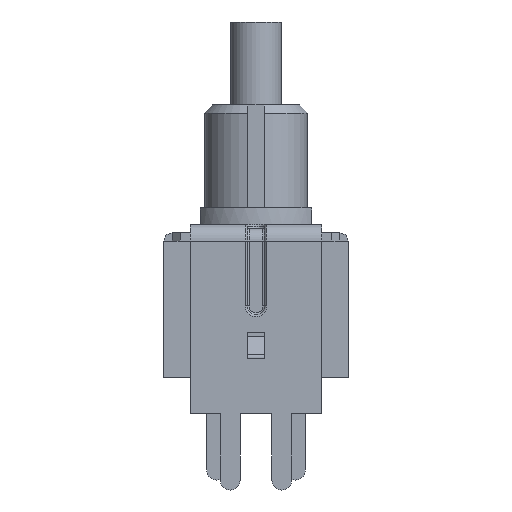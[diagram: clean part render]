
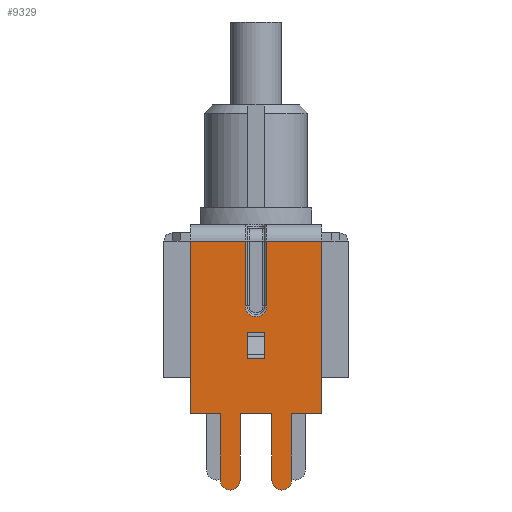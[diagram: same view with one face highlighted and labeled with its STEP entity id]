
A CAD part, left-side view. The second image highlights one B-rep face of the part: STEP entity #9329.
In plain terms, the highlighted planar face has unit normal (-1, 0, 0).
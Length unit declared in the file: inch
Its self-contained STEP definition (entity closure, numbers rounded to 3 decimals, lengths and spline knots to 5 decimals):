
#128=FACE_BOUND('',#1869,.T.);
#572=CIRCLE('',#10064,0.02402);
#574=CIRCLE('',#10069,0.02402);
#624=CIRCLE('',#10160,0.02638);
#1309=FACE_OUTER_BOUND('',#1868,.T.);
#1868=EDGE_LOOP('',(#8372,#8373,#8374,#8375,#8376,#8377,#8378,#8379,#8380,
#8381,#8382,#8383,#8384,#8385,#8386,#8387));
#1869=EDGE_LOOP('',(#8388,#8389,#8390,#8391));
#2581=LINE('',#15820,#3454);
#2593=LINE('',#15843,#3466);
#2596=LINE('',#15849,#3469);
#2599=LINE('',#15855,#3472);
#2618=LINE('',#15893,#3491);
#2635=LINE('',#15934,#3508);
#2698=LINE('',#16199,#3571);
#2700=LINE('',#16204,#3573);
#2706=LINE('',#16220,#3579);
#2708=LINE('',#16225,#3581);
#2711=LINE('',#16229,#3584);
#2713=LINE('',#16232,#3586);
#2714=LINE('',#16234,#3587);
#2728=LINE('',#16289,#3601);
#2751=LINE('',#16399,#3624);
#2752=LINE('',#16402,#3625);
#2753=LINE('',#16410,#3626);
#3454=VECTOR('',#11939,0.3937);
#3466=VECTOR('',#11961,0.3937);
#3469=VECTOR('',#11966,0.3937);
#3472=VECTOR('',#11973,0.3937);
#3491=VECTOR('',#12010,0.3937);
#3508=VECTOR('',#12039,0.3937);
#3571=VECTOR('',#12366,0.3937);
#3573=VECTOR('',#12370,0.3937);
#3579=VECTOR('',#12384,0.3937);
#3581=VECTOR('',#12388,0.3937);
#3584=VECTOR('',#12393,0.3937);
#3586=VECTOR('',#12397,0.3937);
#3587=VECTOR('',#12400,0.3937);
#3601=VECTOR('',#12460,0.3937);
#3624=VECTOR('',#12597,0.3937);
#3625=VECTOR('',#12600,0.3937);
#3626=VECTOR('',#12613,0.3937);
#4303=VERTEX_POINT('',#15813);
#4306=VERTEX_POINT('',#15818);
#4312=VERTEX_POINT('',#15841);
#4314=VERTEX_POINT('',#15847);
#4324=VERTEX_POINT('',#15890);
#4325=VERTEX_POINT('',#15892);
#4342=VERTEX_POINT('',#15931);
#4343=VERTEX_POINT('',#15933);
#4410=VERTEX_POINT('',#16189);
#4411=VERTEX_POINT('',#16191);
#4413=VERTEX_POINT('',#16197);
#4415=VERTEX_POINT('',#16203);
#4418=VERTEX_POINT('',#16210);
#4419=VERTEX_POINT('',#16212);
#4421=VERTEX_POINT('',#16218);
#4423=VERTEX_POINT('',#16224);
#4424=VERTEX_POINT('',#16237);
#4430=VERTEX_POINT('',#16257);
#4472=VERTEX_POINT('',#16401);
#4473=VERTEX_POINT('',#16405);
#5504=EDGE_CURVE('',#4306,#4303,#2581,.T.);
#5516=EDGE_CURVE('',#4306,#4312,#2593,.T.);
#5519=EDGE_CURVE('',#4312,#4314,#2596,.T.);
#5522=EDGE_CURVE('',#4314,#4303,#2599,.T.);
#5542=EDGE_CURVE('',#4324,#4325,#2618,.T.);
#5563=EDGE_CURVE('',#4342,#4343,#2635,.T.);
#5692=EDGE_CURVE('',#4411,#4410,#572,.T.);
#5696=EDGE_CURVE('',#4410,#4413,#2698,.T.);
#5698=EDGE_CURVE('',#4415,#4411,#2700,.T.);
#5702=EDGE_CURVE('',#4419,#4418,#574,.T.);
#5706=EDGE_CURVE('',#4418,#4421,#2706,.T.);
#5708=EDGE_CURVE('',#4423,#4419,#2708,.T.);
#5711=EDGE_CURVE('',#4325,#4421,#2711,.T.);
#5713=EDGE_CURVE('',#4423,#4413,#2713,.T.);
#5714=EDGE_CURVE('',#4415,#4342,#2714,.T.);
#5742=EDGE_CURVE('',#4424,#4343,#2728,.T.);
#5797=EDGE_CURVE('',#4324,#4430,#2751,.T.);
#5798=EDGE_CURVE('',#4424,#4472,#2752,.T.);
#5802=EDGE_CURVE('',#4472,#4473,#624,.T.);
#5803=EDGE_CURVE('',#4473,#4430,#2753,.T.);
#8372=ORIENTED_EDGE('',*,*,#5803,.F.);
#8373=ORIENTED_EDGE('',*,*,#5802,.F.);
#8374=ORIENTED_EDGE('',*,*,#5798,.F.);
#8375=ORIENTED_EDGE('',*,*,#5742,.T.);
#8376=ORIENTED_EDGE('',*,*,#5563,.F.);
#8377=ORIENTED_EDGE('',*,*,#5714,.F.);
#8378=ORIENTED_EDGE('',*,*,#5698,.T.);
#8379=ORIENTED_EDGE('',*,*,#5692,.T.);
#8380=ORIENTED_EDGE('',*,*,#5696,.T.);
#8381=ORIENTED_EDGE('',*,*,#5713,.F.);
#8382=ORIENTED_EDGE('',*,*,#5708,.T.);
#8383=ORIENTED_EDGE('',*,*,#5702,.T.);
#8384=ORIENTED_EDGE('',*,*,#5706,.T.);
#8385=ORIENTED_EDGE('',*,*,#5711,.F.);
#8386=ORIENTED_EDGE('',*,*,#5542,.F.);
#8387=ORIENTED_EDGE('',*,*,#5797,.T.);
#8388=ORIENTED_EDGE('',*,*,#5516,.T.);
#8389=ORIENTED_EDGE('',*,*,#5519,.T.);
#8390=ORIENTED_EDGE('',*,*,#5522,.T.);
#8391=ORIENTED_EDGE('',*,*,#5504,.F.);
#8811=PLANE('',#10162);
#9329=ADVANCED_FACE('',(#1309,#128),#8811,.T.);
#10064=AXIS2_PLACEMENT_3D('',#16192,#12359,#12360);
#10069=AXIS2_PLACEMENT_3D('',#16213,#12377,#12378);
#10160=AXIS2_PLACEMENT_3D('',#16408,#12609,#12610);
#10162=AXIS2_PLACEMENT_3D('',#16411,#12614,#12615);
#11939=DIRECTION('',(0.,-1.,0.));
#11961=DIRECTION('',(0.,0.,1.));
#11966=DIRECTION('',(0.,-1.,0.));
#11973=DIRECTION('',(0.,0.,-1.));
#12010=DIRECTION('',(0.,0.,-1.));
#12039=DIRECTION('',(0.,0.,1.));
#12359=DIRECTION('center_axis',(-1.,0.,0.));
#12360=DIRECTION('ref_axis',(0.,1.,0.));
#12366=DIRECTION('',(0.,0.,1.));
#12370=DIRECTION('',(0.,0.,-1.));
#12377=DIRECTION('center_axis',(-1.,0.,0.));
#12378=DIRECTION('ref_axis',(0.,1.,0.));
#12384=DIRECTION('',(0.,0.,1.));
#12388=DIRECTION('',(0.,0.,-1.));
#12393=DIRECTION('',(0.,1.,0.));
#12397=DIRECTION('',(0.,1.,0.));
#12400=DIRECTION('',(0.,1.,0.));
#12460=DIRECTION('',(0.,1.,0.));
#12597=DIRECTION('',(0.,1.,0.));
#12600=DIRECTION('',(0.,0.,-1.));
#12609=DIRECTION('center_axis',(-1.,0.,0.));
#12610=DIRECTION('ref_axis',(0.,0.,
-1.));
#12613=DIRECTION('',(0.,0.,1.));
#12614=DIRECTION('center_axis',(-1.,0.,0.));
#12615=DIRECTION('ref_axis',(0.,0.,-1.));
#15813=CARTESIAN_POINT('',(-0.32008,-0.02165,0.04618));
#15818=CARTESIAN_POINT('',(-0.32008,0.02165,0.04618));
#15820=CARTESIAN_POINT('',(-0.32008,0.,0.04618));
#15841=CARTESIAN_POINT('',(-0.32008,0.02165,0.10787));
#15843=CARTESIAN_POINT('',(-0.32008,0.02165,0.08789));
#15847=CARTESIAN_POINT('',(-0.32008,-0.02165,0.10787));
#15849=CARTESIAN_POINT('',(-0.32008,0.01083,0.10787));
#15855=CARTESIAN_POINT('',(-0.32008,-0.02165,0.11939));
#15890=CARTESIAN_POINT('',(-0.32008,-0.16004,0.33071));
#15892=CARTESIAN_POINT('',(-0.32008,-0.16004,-0.08898));
#15893=CARTESIAN_POINT('',(-0.32008,-0.16004,0.35079));
#15931=CARTESIAN_POINT('',(-0.32008,0.16004,-0.08898));
#15933=CARTESIAN_POINT('',(-0.32008,0.16004,0.33071));
#15934=CARTESIAN_POINT('',(-0.32008,0.16004,-0.08898));
#16189=CARTESIAN_POINT('',(-0.32008,0.03858,-0.25));
#16191=CARTESIAN_POINT('',(-0.32008,0.08661,-0.25));
#16192=CARTESIAN_POINT('Origin',(-0.32008,0.0626,
-0.25));
#16197=CARTESIAN_POINT('',(-0.32008,0.03858,-0.08898));
#16199=CARTESIAN_POINT('',(-0.32008,0.03858,-0.25));
#16203=CARTESIAN_POINT('',(-0.32008,0.08661,-0.08898));
#16204=CARTESIAN_POINT('',(-0.32008,0.08661,-0.08898));
#16210=CARTESIAN_POINT('',(-0.32008,-0.08661,-0.25));
#16212=CARTESIAN_POINT('',(-0.32008,-0.03858,-0.25));
#16213=CARTESIAN_POINT('Origin',(-0.32008,-0.0626,
-0.25));
#16218=CARTESIAN_POINT('',(-0.32008,-0.08661,-0.08898));
#16220=CARTESIAN_POINT('',(-0.32008,-0.08661,-0.25));
#16224=CARTESIAN_POINT('',(-0.32008,-0.03858,-0.08898));
#16225=CARTESIAN_POINT('',(-0.32008,-0.03858,-0.08898));
#16229=CARTESIAN_POINT('',(-0.32008,-0.16004,-0.08898));
#16232=CARTESIAN_POINT('',(-0.32008,-0.16004,-0.08898));
#16234=CARTESIAN_POINT('',(-0.32008,-0.16004,-0.08898));
#16237=CARTESIAN_POINT('',(-0.32008,0.02638,0.33071));
#16257=CARTESIAN_POINT('',(-0.32008,-0.02638,0.33071));
#16289=CARTESIAN_POINT('',(-0.32008,0.08002,0.33071));
#16399=CARTESIAN_POINT('',(-0.32008,0.08002,0.33071));
#16401=CARTESIAN_POINT('',(-0.32008,0.02638,0.17323));
#16402=CARTESIAN_POINT('',(-0.32008,0.02638,0.23081));
#16405=CARTESIAN_POINT('',(-0.32008,-0.02638,0.17323));
#16408=CARTESIAN_POINT('Origin',(-0.32008,0.,
0.17323));
#16410=CARTESIAN_POINT('',(-0.32008,-0.02638,0.15207));
#16411=CARTESIAN_POINT('Origin',(-0.32008,0.,0.13091));
